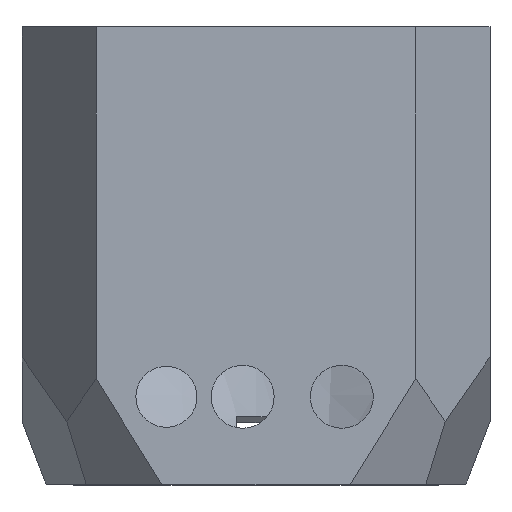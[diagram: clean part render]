
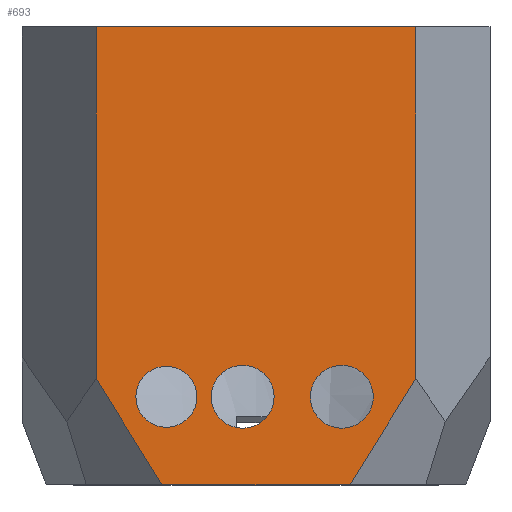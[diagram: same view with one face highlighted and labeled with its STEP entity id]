
A CAD part, top view. The second image highlights one B-rep face of the part: STEP entity #693.
In plain terms, the highlighted planar face has unit normal (0, 0, 1).
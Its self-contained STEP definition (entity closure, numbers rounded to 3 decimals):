
#23=FACE_BOUND('',#116,.T.);
#24=FACE_BOUND('',#117,.T.);
#25=FACE_BOUND('',#118,.T.);
#27=CIRCLE('',#730,8.25);
#29=CIRCLE('',#733,8.25);
#31=CIRCLE('',#736,8.);
#72=FACE_OUTER_BOUND('',#115,.T.);
#115=EDGE_LOOP('',(#581,#582,#583,#584,#585,#586));
#116=EDGE_LOOP('',(#587));
#117=EDGE_LOOP('',(#588));
#118=EDGE_LOOP('',(#589));
#174=LINE('',#1186,#251);
#181=LINE('',#1202,#258);
#189=LINE('',#1217,#266);
#191=LINE('',#1220,#268);
#192=LINE('',#1223,#269);
#193=LINE('',#1224,#270);
#251=VECTOR('',#885,10.);
#258=VECTOR('',#896,10.);
#266=VECTOR('',#910,10.);
#268=VECTOR('',#914,10.);
#269=VECTOR('',#917,10.);
#270=VECTOR('',#918,10.);
#296=VERTEX_POINT('',#1004);
#298=VERTEX_POINT('',#1010);
#300=VERTEX_POINT('',#1016);
#331=VERTEX_POINT('',#1182);
#332=VERTEX_POINT('',#1184);
#338=VERTEX_POINT('',#1199);
#339=VERTEX_POINT('',#1201);
#343=VERTEX_POINT('',#1216);
#344=VERTEX_POINT('',#1222);
#362=EDGE_CURVE('',#296,#296,#27,.T.);
#365=EDGE_CURVE('',#298,#298,#29,.T.);
#368=EDGE_CURVE('',#300,#300,#31,.T.);
#413=EDGE_CURVE('',#331,#332,#174,.F.);
#420=EDGE_CURVE('',#339,#338,#181,.F.);
#428=EDGE_CURVE('',#343,#331,#189,.F.);
#430=EDGE_CURVE('',#332,#339,#191,.T.);
#431=EDGE_CURVE('',#344,#338,#192,.T.);
#432=EDGE_CURVE('',#343,#344,#193,.T.);
#581=ORIENTED_EDGE('',*,*,#413,.T.);
#582=ORIENTED_EDGE('',*,*,#430,.T.);
#583=ORIENTED_EDGE('',*,*,#420,.T.);
#584=ORIENTED_EDGE('',*,*,#431,.F.);
#585=ORIENTED_EDGE('',*,*,#432,.F.);
#586=ORIENTED_EDGE('',*,*,#428,.T.);
#587=ORIENTED_EDGE('',*,*,#362,.T.);
#588=ORIENTED_EDGE('',*,*,#365,.T.);
#589=ORIENTED_EDGE('',*,*,#368,.T.);
#657=PLANE('',#763);
#693=ADVANCED_FACE('',(#72,#23,#24,#25),#657,.F.);
#730=AXIS2_PLACEMENT_3D('',#1005,#793,#794);
#733=AXIS2_PLACEMENT_3D('',#1011,#800,#801);
#736=AXIS2_PLACEMENT_3D('',#1017,#807,#808);
#763=AXIS2_PLACEMENT_3D('',#1221,#915,#916);
#793=DIRECTION('center_axis',(0.,0.,-1.));
#794=DIRECTION('ref_axis',(1.,0.,0.));
#800=DIRECTION('center_axis',(0.,0.,-1.));
#801=DIRECTION('ref_axis',(1.,0.,0.));
#807=DIRECTION('center_axis',(0.,0.,-1.));
#808=DIRECTION('ref_axis',(1.,0.,0.));
#885=DIRECTION('',(-0.526,0.85,0.));
#896=DIRECTION('',(-0.526,-0.85,0.));
#910=DIRECTION('',(0.,1.,0.));
#914=DIRECTION('',(1.,0.,0.));
#915=DIRECTION('center_axis',(0.,0.,-1.));
#916=DIRECTION('ref_axis',(1.,0.,0.));
#917=DIRECTION('',(0.,-1.,0.));
#918=DIRECTION('',(1.,0.,0.));
#1004=CARTESIAN_POINT('',(14.25,23.,46.721));
#1005=CARTESIAN_POINT('Origin',(22.5,23.,46.721));
#1010=CARTESIAN_POINT('',(-11.75,23.,46.721));
#1011=CARTESIAN_POINT('Origin',(-3.5,23.,46.721));
#1016=CARTESIAN_POINT('',(-31.5,23.,46.721));
#1017=CARTESIAN_POINT('Origin',(-23.5,23.,46.721));
#1182=CARTESIAN_POINT('',(-41.879,27.767,46.721));
#1184=CARTESIAN_POINT('',(-24.685,0.,46.721));
#1186=CARTESIAN_POINT('',(-57.074,52.305,46.721));
#1199=CARTESIAN_POINT('',(41.879,27.767,46.721));
#1201=CARTESIAN_POINT('',(24.685,0.,46.721));
#1202=CARTESIAN_POINT('',(49.798,40.556,46.721));
#1216=CARTESIAN_POINT('',(-41.879,120.,46.721));
#1217=CARTESIAN_POINT('',(-41.879,140.,46.721));
#1220=CARTESIAN_POINT('',(-20.,0.,46.721));
#1221=CARTESIAN_POINT('Origin',(-40.,140.,46.721));
#1222=CARTESIAN_POINT('',(41.879,120.,46.721));
#1223=CARTESIAN_POINT('',(41.879,140.,46.721));
#1224=CARTESIAN_POINT('',(10.,120.,46.721));
